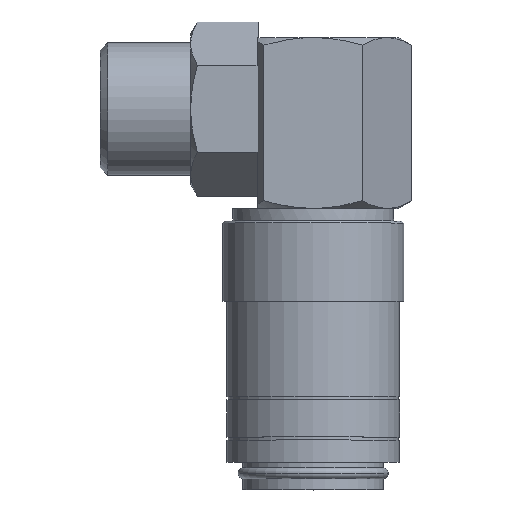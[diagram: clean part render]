
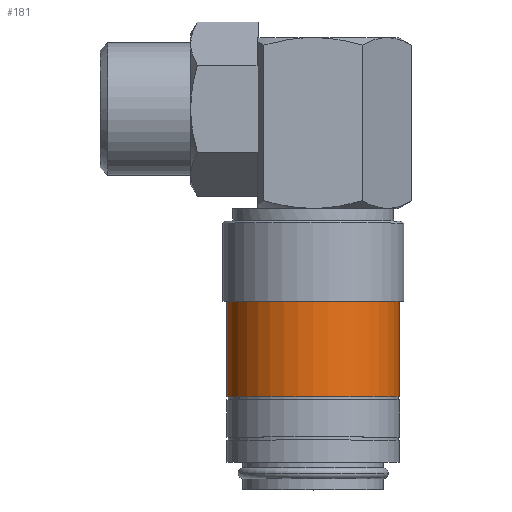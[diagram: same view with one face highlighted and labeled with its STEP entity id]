
A CAD part, top view. The second image highlights one B-rep face of the part: STEP entity #181.
In plain terms, the highlighted cylindrical face has radius 8.6 mm (diameter 17.2 mm), a partial arc.
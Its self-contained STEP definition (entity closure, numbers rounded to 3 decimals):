
#181=ADVANCED_FACE('',(#416),#417,.T.);
#416=FACE_OUTER_BOUND('',#701,.T.);
#417=CYLINDRICAL_SURFACE('',#702,8.6);
#701=EDGE_LOOP('',(#1149,#1150,#1151,#1152));
#702=AXIS2_PLACEMENT_3D('',#1153,#1154,#1155);
#1149=ORIENTED_EDGE('',*,*,#1782,.F.);
#1150=ORIENTED_EDGE('',*,*,#1783,.T.);
#1151=ORIENTED_EDGE('',*,*,#1784,.F.);
#1152=ORIENTED_EDGE('',*,*,#1785,.F.);
#1153=CARTESIAN_POINT('',(0.0,14.0,0.0));
#1154=DIRECTION('',(0.0,1.0,0.0));
#1155=DIRECTION('',(-1.0,0.0,0.));
#1782=EDGE_CURVE('',#2166,#2167,#2168,.T.);
#1783=EDGE_CURVE('',#2166,#2169,#2170,.T.);
#1784=EDGE_CURVE('',#2171,#2169,#2172,.T.);
#1785=EDGE_CURVE('',#2167,#2171,#2173,.T.);
#2166=VERTEX_POINT('',#2898);
#2167=VERTEX_POINT('',#2899);
#2168=LINE('',#2900,#2901);
#2169=VERTEX_POINT('',#2902);
#2170=CIRCLE('',#2903,8.6);
#2171=VERTEX_POINT('',#2904);
#2172=LINE('',#2905,#2906);
#2173=CIRCLE('',#2907,8.6);
#2898=CARTESIAN_POINT('',(-8.6,9.25,0.));
#2899=CARTESIAN_POINT('',(-8.6,18.75,0.));
#2900=CARTESIAN_POINT('',(-8.6,14.0,0.));
#2901=VECTOR('',#3410,1.0);
#2902=CARTESIAN_POINT('',(8.6,9.25,0.));
#2903=AXIS2_PLACEMENT_3D('',#3411,#3412,#3413);
#2904=CARTESIAN_POINT('',(8.6,18.75,0.));
#2905=CARTESIAN_POINT('',(8.6,14.0,0.));
#2906=VECTOR('',#3414,1.0);
#2907=AXIS2_PLACEMENT_3D('',#3415,#3416,#3417);
#3410=DIRECTION('',(0.0,1.0,0.0));
#3411=CARTESIAN_POINT('',(0.0,9.25,0.0));
#3412=DIRECTION('',(0.0,1.0,0.0));
#3413=DIRECTION('',(-1.0,0.0,0.));
#3414=DIRECTION('',(-0.0,-1.0,-0.0));
#3415=CARTESIAN_POINT('',(0.0,18.75,0.0));
#3416=DIRECTION('',(0.0,1.0,0.0));
#3417=DIRECTION('',(-1.0,0.0,0.));
